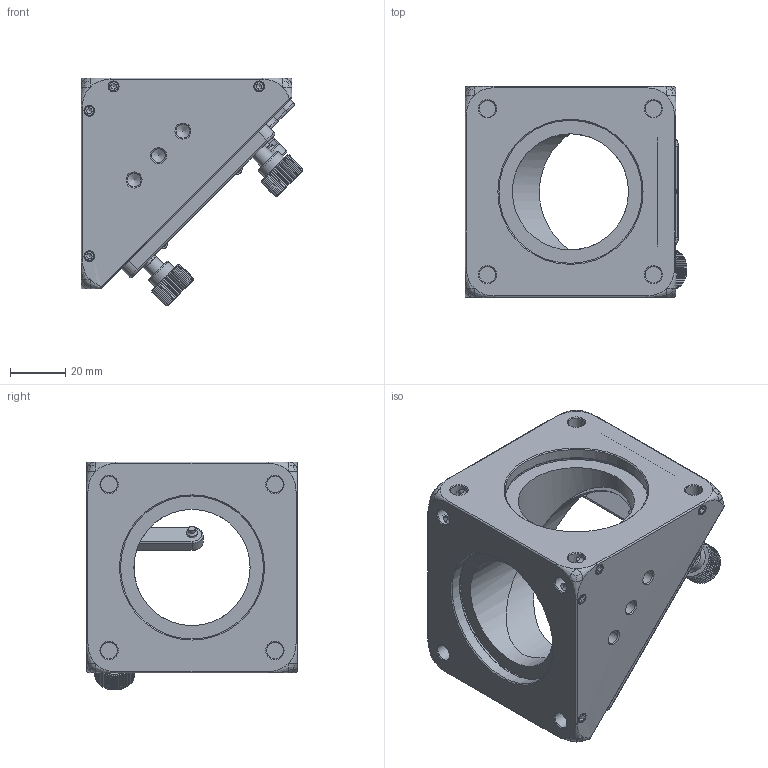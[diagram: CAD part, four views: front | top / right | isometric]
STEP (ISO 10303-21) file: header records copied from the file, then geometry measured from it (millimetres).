
FILE_DESCRIPTION (( 'STEP AP203' ), '1' );
FILE_NAME ('530200.step', '2025-08-19T01:24:03', ( 'Windows User' ), ( 'P R C' ), 'SwSTEP 2.0', 'SolidWorks 2020', '' );
FILE_SCHEMA (( 'CONFIG_CONTROL_DESIGN' ));
Length unit declared in the file: millimetre
Products named in the file (23): 3.03.31.14.042_RAMC-2BE-1-3_噩え假蚾饜磁啣_ZA; 3.03.31.14.043_RAMC-2BE-1-4_揤啣_ZA; 4.76 钢球; 3.03.31.14.040_RAMC-2BE-1-1_菁釱_ZA; 6-32X6.4踡隅蹟隊; LB18S001-ME-01.1.3.7.1-7_AMM-1B-1-9-覃誹ん幗豪唅聽; 530200; 1.6x9.6 祥凄詩旃艦堵; hexagon socket head cap screws gb_GB_FASTENER_SCREWS_HSHCS M2X3-S; 3.03.31.14.041_RAMC-2BE-1-2_覃淕啣_ZA; hexagon socket head cap screws gb_GB_FASTENER_SCREWS_HSHCS M3X10-N; hex socket set screws with flat point gb_GB_FASTENER_SCREWS_HSFP M4X6-N; LB18S001-ME-01.1.2.18.1-RAMC-2A-1-3-M6X0.25蹟恇萵; LB18S001-ME-01.2.2.18.1-1_RAMC-2A-1-3-1-M6x0.25鞠褒覃誹ん; LB18S001-ME-0.1.1.3.7-7B-AMM-1B-1-7-V倰騵艦菜; GB／T79-2000内六角圆柱端紧定螺钉M4×6; AMM-1B-1-3-M6X0.25蹟恇傍杶; AMM-1B-1-1-M6X0.25蹟恇萵_1; 0.65X4.25X13圆柱螺旋拉伸弹簧; AMM-1B-1-2-M6x0.25鞠褒覃誹ん; AMM-1B-1-1-M6X0.25蹟恇萵; LB18S001-ME-0.1.1.3.7-8A_AMM-1B-1-8-埴倛騵艦菜; RAMC-2AE-1-蹟隊蚾饜
Assembly tree (43 placements, depth 3):
  530200
    3.03.31.14.040_RAMC-2BE-1-1_菁釱_ZA
    3.03.31.14.041_RAMC-2BE-1-2_覃淕啣_ZA
    3.03.31.14.042_RAMC-2BE-1-3_噩え假蚾饜磁啣_ZA
    3.03.31.14.043_RAMC-2BE-1-4_揤啣_ZA
    LB18S001-ME-0.1.1.3.7-8A_AMM-1B-1-8-埴倛騵艦菜
    LB18S001-ME-0.1.1.3.7-7B-AMM-1B-1-7-V倰騵艦菜
    AMM-1B-1-1-M6X0.25蹟恇萵
      LB18S001-ME-01.1.3.7.1-7_AMM-1B-1-9-覃誹ん幗豪唅聽
      AMM-1B-1-3-M6X0.25蹟恇傍杶
      AMM-1B-1-2-M6x0.25鞠褒覃誹ん
      4.76 钢球
    AMM-1B-1-1-M6X0.25蹟恇萵_1
      LB18S001-ME-01.1.3.7.1-7_AMM-1B-1-9-覃誹ん幗豪唅聽
      AMM-1B-1-3-M6X0.25蹟恇傍杶
      AMM-1B-1-2-M6x0.25鞠褒覃誹ん
      4.76 钢球
    LB18S001-ME-01.1.2.18.1-RAMC-2A-1-3-M6X0.25蹟恇萵
      AMM-1B-1-3-M6X0.25蹟恇傍杶
      LB18S001-ME-01.2.2.18.1-1_RAMC-2A-1-3-1-M6x0.25鞠褒覃誹ん
      4.76 钢球
    RAMC-2AE-1-蹟隊蚾饜  x4
      0.65X4.25X13圆柱螺旋拉伸弹簧
      6-32X6.4踡隅蹟隊
    1.6x9.6 祥凄詩旃艦堵  x4
    GB／T79-2000内六角圆柱端紧定螺钉M4×6  x2
    hexagon socket head cap screws gb_GB_FASTENER_SCREWS_HSHCS M3X10-N
    hexagon socket head cap screws gb_GB_FASTENER_SCREWS_HSHCS M2X3-S  x2
    hex socket set screws with flat point gb_GB_FASTENER_SCREWS_HSFP M4X6-N  x8
Bounding box: 80.23 x 76.2 x 82.36 mm (x, y, z)
Volume: 160377.3 mm3; surface area: 60364 mm2
Topology: 42 solids, 42 shells, 1381 faces, 3466 edges, 2189 vertices
Faces by surface type: plane 701, cylinder 379, cone 184, bspline 117
Full cylindrical faces by diameter (mm): 1.6 x6, 1.95 x3, 2 x22, 2.4 x2, 2.433 x2, 2.5 x3, 2.705 x4, 3 x3, 3.3 x13, 3.4 x1, 3.482 x4, 3.8 x2, 4 x12, 4.3 x2, 4.78 x3, 5 x8, 5.1 x4, 5.5 x1, 6 x19, 8.12 x3, 8.6 x6, 9.15 x3, 9.4 x3, 10 x2, 42 x2, 51 x1, 51.69 x2, 52.2 x2
Entity records: 36300 total; most frequent: CARTESIAN_POINT 14490, ORIENTED_EDGE 3768, DIRECTION 3716, EDGE_CURVE 1884, AXIS2_PLACEMENT_3D 1464, VERTEX_POINT 1300, EDGE_LOOP 1168, FACE_OUTER_BOUND 971
